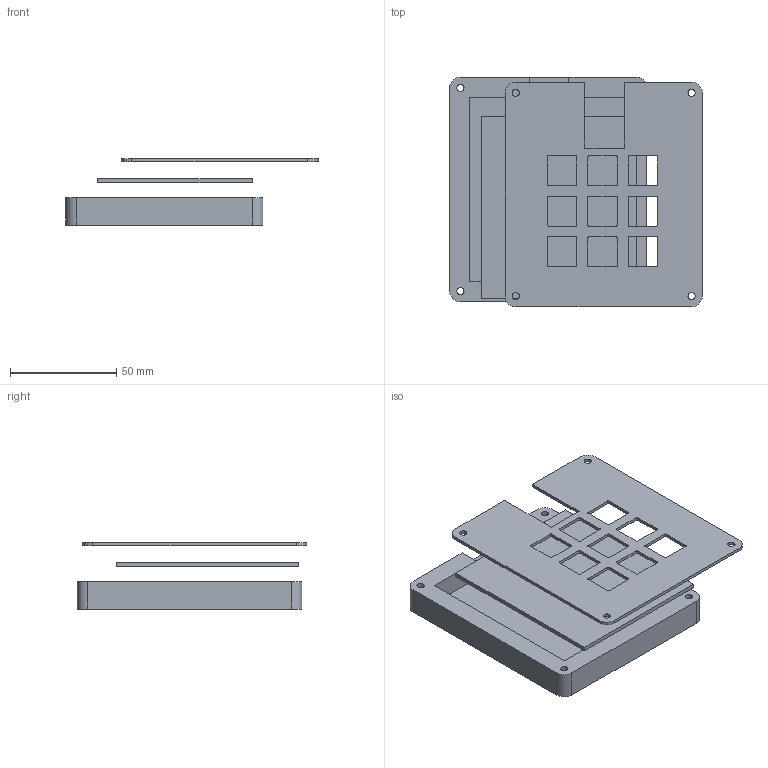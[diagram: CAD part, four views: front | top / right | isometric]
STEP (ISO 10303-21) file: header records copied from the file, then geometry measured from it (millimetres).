
FILE_DESCRIPTION(/* description */ (''),/* implementation_level */ '2;1');
FILE_NAME(/* name */ 'Lasiths Hackpad case.step',/* time_stamp */ '2025-12-04T22:22:06+05:30',/* author */ (''),/* organization */ (''),/* preprocessor_version */ 'ST-DEVELOPER v20.1',/* originating_system */ 'Autodesk Translation Framework v14.21.0.0',/* authorisation */ '');
FILE_SCHEMA (('AUTOMOTIVE_DESIGN { 1 0 10303 214 3 1 1 }'));
Length unit declared in the file: millimetre
Products named in the file (3): 2025-12-04-15-03-24-305; 2025-12-04-15-04-44-095; 2025-12-04-16-56-02-064
Assembly tree (1 placements, depth 2):
  2025-12-04-15-03-24-305
    2025-12-04-16-56-02-064
  2025-12-04-15-04-44-095
Bounding box: 118.81 x 108.09 x 31.5 mm (x, y, z)
Volume: 84170.8 mm3; surface area: 57682.2 mm2
Topology: 3 solids, 3 shells, 131 faces, 360 edges, 240 vertices
Faces by surface type: plane 75, cylinder 56
Full cylindrical faces by diameter (mm): 3.4 x8, 6 x4
Entity records: 4340 total; most frequent: DIRECTION 744, CARTESIAN_POINT 736, ORIENTED_EDGE 720, EDGE_CURVE 360, LINE 248, VECTOR 248, AXIS2_PLACEMENT_3D 248, VERTEX_POINT 240
